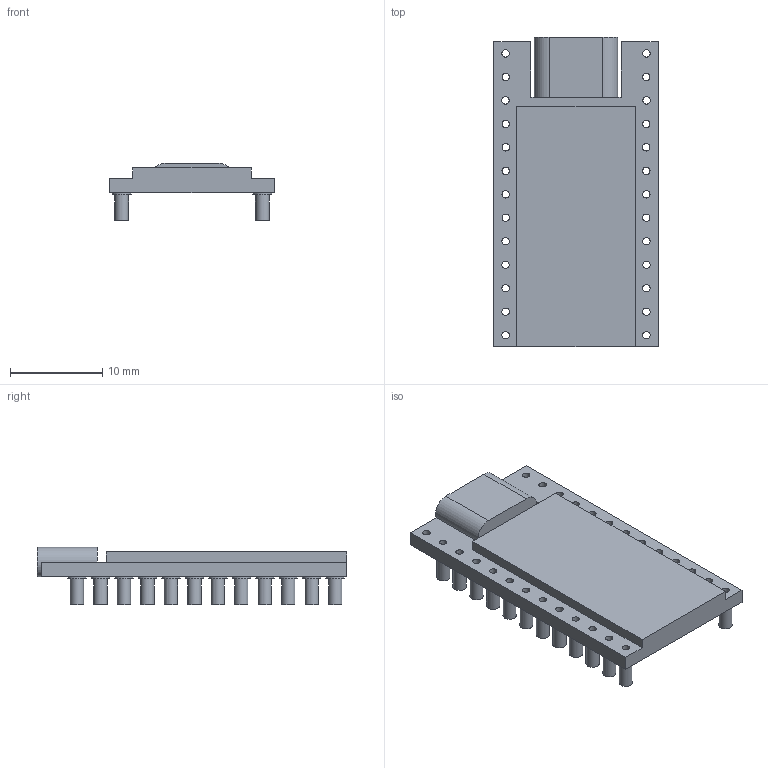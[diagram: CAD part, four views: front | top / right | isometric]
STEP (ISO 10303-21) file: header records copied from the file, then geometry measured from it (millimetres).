
FILE_DESCRIPTION(('FreeCAD Model'),'2;1');
FILE_NAME('Open CASCADE Shape Model','2025-06-15T22:54:02',(''),(''), 'Open CASCADE STEP processor 7.8','FreeCAD','Unknown');
FILE_SCHEMA(('AUTOMOTIVE_DESIGN { 1 0 10303 214 1 1 1 1 }'));
Length unit declared in the file: millimetre
Products named in the file (3): Assembly; Body
Assembly tree (26 placements, depth 2):
  Assembly
    Body
    Body  x25
Bounding box: 17.78 x 33.5 x 6.2 mm (x, y, z)
Volume: 1446 mm3; surface area: 2256.5 mm2
Topology: 26 solids, 26 shells, 196 faces, 355 edges, 236 vertices
Faces by surface type: cylinder 103, plane 93
Full cylindrical faces by diameter (mm): 0.8 x26, 0.9 x25, 1.45 x25, 2 x25
Entity records: 2018 total; most frequent: DIRECTION 361, CARTESIAN_POINT 310, ORIENTED_EDGE 278, AXIS2_PLACEMENT_3D 143, EDGE_CURVE 139, FACE_BOUND 107, EDGE_LOOP 107, VERTEX_POINT 92
